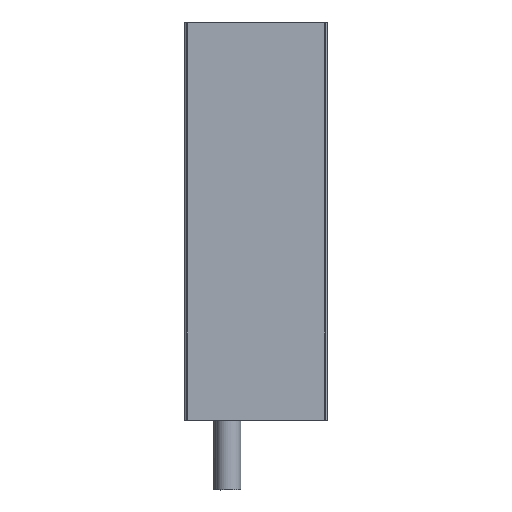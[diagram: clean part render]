
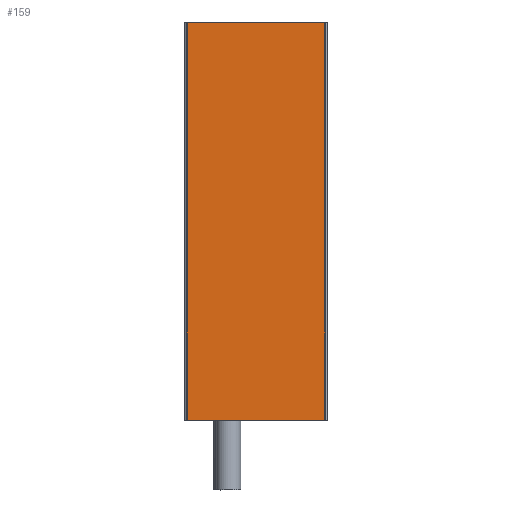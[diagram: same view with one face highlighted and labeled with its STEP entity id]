
A CAD part, top view. The second image highlights one B-rep face of the part: STEP entity #159.
In plain terms, the highlighted planar face has unit normal (0, 0, 1).
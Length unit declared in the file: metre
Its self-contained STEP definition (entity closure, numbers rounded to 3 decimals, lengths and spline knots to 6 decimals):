
#159 = ADVANCED_FACE( '', ( #449 ), #450, .T. );
#449 = FACE_OUTER_BOUND( '', #785, .T. );
#450 = PLANE( '', #786 );
#785 = EDGE_LOOP( '', ( #1860, #1861, #1862, #1863 ) );
#786 = AXIS2_PLACEMENT_3D( '', #1864, #1865, #1866 );
#1860 = ORIENTED_EDGE( '', *, *, #2195, .F. );
#1861 = ORIENTED_EDGE( '', *, *, #2220, .F. );
#1862 = ORIENTED_EDGE( '', *, *, #2518, .T. );
#1863 = ORIENTED_EDGE( '', *, *, #2516, .T. );
#1864 = CARTESIAN_POINT( '', ( 0.0272, 0.1429, 0.03134 ) );
#1865 = DIRECTION( '', ( 0., 0., 1. ) );
#1866 = DIRECTION( '', ( 1., 0., 0. ) );
#2195 = EDGE_CURVE( '', #2634, #2636, #2637, .T. );
#2220 = EDGE_CURVE( '', #2682, #2634, #2684, .T. );
#2516 = EDGE_CURVE( '', #3186, #2636, #3187, .T. );
#2518 = EDGE_CURVE( '', #2682, #3186, #3189, .T. );
#2634 = VERTEX_POINT( '', #3348 );
#2636 = VERTEX_POINT( '', #3351 );
#2637 = LINE( '', #3352, #3353 );
#2682 = VERTEX_POINT( '', #3420 );
#2684 = LINE( '', #3423, #3424 );
#3186 = VERTEX_POINT( '', #4165 );
#3187 = LINE( '', #4166, #4167 );
#3189 = LINE( '', #4170, #4171 );
#3348 = CARTESIAN_POINT( '', ( 0.0272, 0.0001, 0.03134 ) );
#3351 = CARTESIAN_POINT( '', ( -0.0222, 0.0001, 0.03134 ) );
#3352 = CARTESIAN_POINT( '', ( 0.0272, 0.0001, 0.03134 ) );
#3353 = VECTOR( '', #4330, 1. );
#3420 = CARTESIAN_POINT( '', ( 0.0272, 0.1429, 0.03134 ) );
#3423 = CARTESIAN_POINT( '', ( 0.0272, 0.1429, 0.03134 ) );
#3424 = VECTOR( '', #4357, 1. );
#4165 = CARTESIAN_POINT( '', ( -0.0222, 0.1429, 0.03134 ) );
#4166 = CARTESIAN_POINT( '', ( -0.0222, 0.1429, 0.03134 ) );
#4167 = VECTOR( '', #4765, 1. );
#4170 = CARTESIAN_POINT( '', ( 0.0272, 0.1429, 0.03134 ) );
#4171 = VECTOR( '', #4767, 1. );
#4330 = DIRECTION( '', ( -1., 0., 0. ) );
#4357 = DIRECTION( '', ( 0., -1., 0. ) );
#4765 = DIRECTION( '', ( 0., -1., 0. ) );
#4767 = DIRECTION( '', ( -1., 0., 0. ) );
